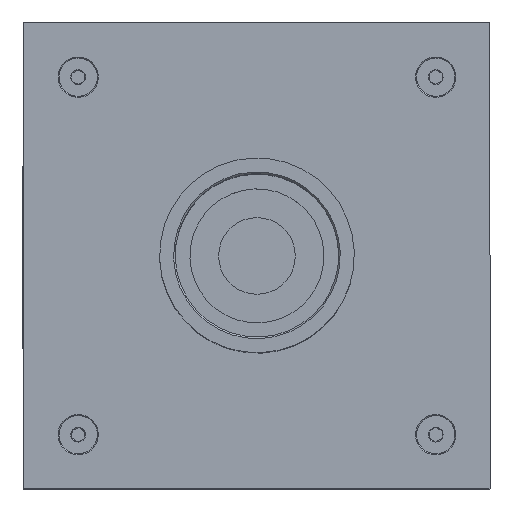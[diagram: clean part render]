
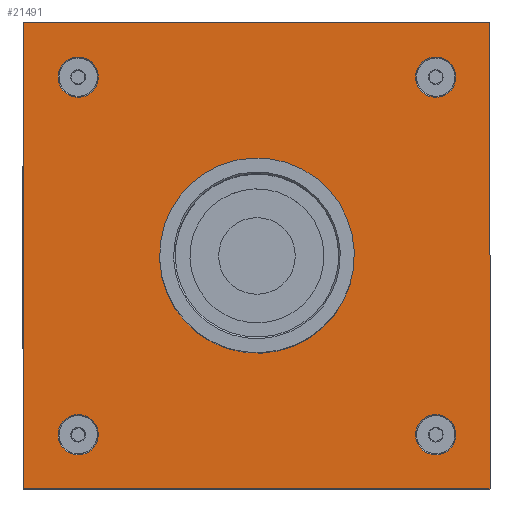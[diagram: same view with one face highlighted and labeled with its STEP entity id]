
A CAD part, top view. The second image highlights one B-rep face of the part: STEP entity #21491.
In plain terms, the highlighted planar face has unit normal (0, 0, 1).
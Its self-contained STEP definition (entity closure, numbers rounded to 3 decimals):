
#282 = DIRECTION ( 'NONE',  ( 1., 0., 0. ) ) ;
#773 = CARTESIAN_POINT ( 'NONE',  ( -36.168, -15.111, 4. ) ) ;
#839 = DIRECTION ( 'NONE',  ( 1., 0., 0. ) ) ;
#908 = AXIS2_PLACEMENT_3D ( 'NONE', #28444, #11131, #31368 ) ;
#1751 = ORIENTED_EDGE ( 'NONE', *, *, #2694, .T. ) ;
#1835 = EDGE_CURVE ( 'NONE', #13483, #14344, #3360, .T. ) ;
#1855 = EDGE_LOOP ( 'NONE', ( #17598, #37018 ) ) ;
#2417 = ORIENTED_EDGE ( 'NONE', *, *, #35626, .T. ) ;
#2543 = VERTEX_POINT ( 'NONE', #17653 ) ;
#2694 = EDGE_CURVE ( 'NONE', #30969, #2543, #9668, .T. ) ;
#3165 = DIRECTION ( 'NONE',  ( 0., 0., -1. ) ) ;
#3360 = LINE ( 'NONE', #19077, #9252 ) ;
#3687 = DIRECTION ( 'NONE',  ( 0., 0., 1. ) ) ;
#4361 = CIRCLE ( 'NONE', #7315, 3.15 ) ;
#4455 = CIRCLE ( 'NONE', #15574, 3.15 ) ;
#4589 = EDGE_LOOP ( 'NONE', ( #1751, #14670 ) ) ;
#4642 = CARTESIAN_POINT ( 'NONE',  ( -41.518, -23.611, 4. ) ) ;
#4643 = DIRECTION ( 'NONE',  ( 0., -1., 0. ) ) ;
#4943 = CIRCLE ( 'NONE', #8817, 3.15 ) ;
#5395 = LINE ( 'NONE', #28471, #20807 ) ;
#6248 = DIRECTION ( 'NONE',  ( 0., 1., 0. ) ) ;
#6333 = CARTESIAN_POINT ( 'NONE',  ( 19.832, -15.111, 4. ) ) ;
#6911 = DIRECTION ( 'NONE',  ( 0., 0., 1. ) ) ;
#6960 = FACE_BOUND ( 'NONE', #7578, .T. ) ;
#7315 = AXIS2_PLACEMENT_3D ( 'NONE', #35058, #17675, #282 ) ;
#7578 = EDGE_LOOP ( 'NONE', ( #9563, #14293 ) ) ;
#7834 = FACE_BOUND ( 'NONE', #17033, .T. ) ;
#7968 = VECTOR ( 'NONE', #27796, 1000. ) ;
#8314 = CARTESIAN_POINT ( 'NONE',  ( 22.982, -15.111, 4. ) ) ;
#8817 = AXIS2_PLACEMENT_3D ( 'NONE', #21025, #3687, #23934 ) ;
#9188 = EDGE_CURVE ( 'NONE', #14344, #36708, #23391, .T. ) ;
#9252 = VECTOR ( 'NONE', #4643, 1000. ) ;
#9371 = VERTEX_POINT ( 'NONE', #31735 ) ;
#9429 = VECTOR ( 'NONE', #6248, 1000. ) ;
#9563 = ORIENTED_EDGE ( 'NONE', *, *, #15667, .F. ) ;
#9668 = CIRCLE ( 'NONE', #12144, 13.05 ) ;
#9705 = CARTESIAN_POINT ( 'NONE',  ( -41.518, -23.611, 4. ) ) ;
#9922 = DIRECTION ( 'NONE',  ( 0., 0., -1. ) ) ;
#10146 = ORIENTED_EDGE ( 'NONE', *, *, #1835, .T. ) ;
#10435 = AXIS2_PLACEMENT_3D ( 'NONE', #28697, #11394, #31629 ) ;
#10796 = VERTEX_POINT ( 'NONE', #14787 ) ;
#10912 = ORIENTED_EDGE ( 'NONE', *, *, #36310, .F. ) ;
#11121 = ORIENTED_EDGE ( 'NONE', *, *, #23426, .F. ) ;
#11131 = DIRECTION ( 'NONE',  ( 0., 0., 1. ) ) ;
#11160 = DIRECTION ( 'NONE',  ( -1., 0., 0. ) ) ;
#11259 = DIRECTION ( 'NONE',  ( 1., 0., 0. ) ) ;
#11394 = DIRECTION ( 'NONE',  ( 0., 0., 1. ) ) ;
#11447 = EDGE_CURVE ( 'NONE', #25717, #25661, #4361, .T. ) ;
#12144 = AXIS2_PLACEMENT_3D ( 'NONE', #27250, #9922, #30150 ) ;
#12148 = ORIENTED_EDGE ( 'NONE', *, *, #24680, .F. ) ;
#12228 = VERTEX_POINT ( 'NONE', #36159 ) ;
#12916 = CARTESIAN_POINT ( 'NONE',  ( 31.482, -23.611, 4. ) ) ;
#13056 = EDGE_LOOP ( 'NONE', ( #10912, #31638 ) ) ;
#13483 = VERTEX_POINT ( 'NONE', #31274 ) ;
#14293 = ORIENTED_EDGE ( 'NONE', *, *, #21449, .F. ) ;
#14344 = VERTEX_POINT ( 'NONE', #9705 ) ;
#14652 = FACE_BOUND ( 'NONE', #4589, .T. ) ;
#14670 = ORIENTED_EDGE ( 'NONE', *, *, #28146, .T. ) ;
#14787 = CARTESIAN_POINT ( 'NONE',  ( 19.832, 40.889, 4. ) ) ;
#14984 = CARTESIAN_POINT ( 'NONE',  ( -29.868, -15.111, 4. ) ) ;
#15503 = DIRECTION ( 'NONE',  ( 0., 0., 1. ) ) ;
#15556 = CIRCLE ( 'NONE', #908, 3.15 ) ;
#15574 = AXIS2_PLACEMENT_3D ( 'NONE', #32851, #15503, #35813 ) ;
#15667 = EDGE_CURVE ( 'NONE', #22143, #23167, #4943, .T. ) ;
#16133 = EDGE_LOOP ( 'NONE', ( #10146, #32146, #25205, #2417 ) ) ;
#16604 = EDGE_CURVE ( 'NONE', #36708, #9371, #32540, .T. ) ;
#16608 = DIRECTION ( 'NONE',  ( 0., 0., 1. ) ) ;
#17033 = EDGE_LOOP ( 'NONE', ( #11121, #12148 ) ) ;
#17598 = ORIENTED_EDGE ( 'NONE', *, *, #32718, .F. ) ;
#17653 = CARTESIAN_POINT ( 'NONE',  ( -18.068, 12.889, 4. ) ) ;
#17675 = DIRECTION ( 'NONE',  ( 0., 0., 1. ) ) ;
#18185 = DIRECTION ( 'NONE',  ( 0., 0., 1. ) ) ;
#18651 = CIRCLE ( 'NONE', #34338, 3.15 ) ;
#19077 = CARTESIAN_POINT ( 'NONE',  ( -41.518, 49.389, 4. ) ) ;
#19467 = AXIS2_PLACEMENT_3D ( 'NONE', #20507, #3165, #23413 ) ;
#19989 = PLANE ( 'NONE',  #10435 ) ;
#20507 = CARTESIAN_POINT ( 'NONE',  ( -5.018, 12.889, 4. ) ) ;
#20807 = VECTOR ( 'NONE', #11160, 1000. ) ;
#21025 = CARTESIAN_POINT ( 'NONE',  ( 22.982, -15.111, 4. ) ) ;
#21449 = EDGE_CURVE ( 'NONE', #23167, #22143, #31879, .T. ) ;
#21491 = ADVANCED_FACE ( 'NONE', ( #14652, #7834, #30057, #22338, #6960, #36926 ), #19989, .T. ) ;
#22143 = VERTEX_POINT ( 'NONE', #29024 ) ;
#22338 = FACE_BOUND ( 'NONE', #13056, .T. ) ;
#22971 = CIRCLE ( 'NONE', #19467, 13.05 ) ;
#23167 = VERTEX_POINT ( 'NONE', #6333 ) ;
#23391 = LINE ( 'NONE', #4642, #7968 ) ;
#23413 = DIRECTION ( 'NONE',  ( 1., 0., 0. ) ) ;
#23426 = EDGE_CURVE ( 'NONE', #30111, #12228, #26407, .T. ) ;
#23791 = CARTESIAN_POINT ( 'NONE',  ( 8.032, 12.889, 4. ) ) ;
#23934 = DIRECTION ( 'NONE',  ( 1., 0., 0. ) ) ;
#24251 = CARTESIAN_POINT ( 'NONE',  ( -33.018, 40.889, 4. ) ) ;
#24680 = EDGE_CURVE ( 'NONE', #12228, #30111, #18651, .T. ) ;
#24866 = CARTESIAN_POINT ( 'NONE',  ( -29.868, 40.889, 4. ) ) ;
#25205 = ORIENTED_EDGE ( 'NONE', *, *, #16604, .T. ) ;
#25661 = VERTEX_POINT ( 'NONE', #14984 ) ;
#25717 = VERTEX_POINT ( 'NONE', #773 ) ;
#26407 = CIRCLE ( 'NONE', #27474, 3.15 ) ;
#26673 = AXIS2_PLACEMENT_3D ( 'NONE', #8314, #28566, #11259 ) ;
#27173 = DIRECTION ( 'NONE',  ( 1., 0., 0. ) ) ;
#27250 = CARTESIAN_POINT ( 'NONE',  ( -5.018, 12.889, 4. ) ) ;
#27474 = AXIS2_PLACEMENT_3D ( 'NONE', #33999, #16608, #36961 ) ;
#27796 = DIRECTION ( 'NONE',  ( 1., 0., 0. ) ) ;
#28146 = EDGE_CURVE ( 'NONE', #2543, #30969, #22971, .T. ) ;
#28444 = CARTESIAN_POINT ( 'NONE',  ( 22.982, 40.889, 4. ) ) ;
#28471 = CARTESIAN_POINT ( 'NONE',  ( -41.518, 49.389, 4. ) ) ;
#28566 = DIRECTION ( 'NONE',  ( 0., 0., 1. ) ) ;
#28697 = CARTESIAN_POINT ( 'NONE',  ( -41.518, -23.611, 4. ) ) ;
#28853 = CIRCLE ( 'NONE', #34795, 3.15 ) ;
#29024 = CARTESIAN_POINT ( 'NONE',  ( 26.132, -15.111, 4. ) ) ;
#30057 = FACE_BOUND ( 'NONE', #1855, .T. ) ;
#30111 = VERTEX_POINT ( 'NONE', #24866 ) ;
#30150 = DIRECTION ( 'NONE',  ( 1., 0., 0. ) ) ;
#30969 = VERTEX_POINT ( 'NONE', #23791 ) ;
#31274 = CARTESIAN_POINT ( 'NONE',  ( -41.518, 49.389, 4. ) ) ;
#31368 = DIRECTION ( 'NONE',  ( 1., 0., 0. ) ) ;
#31629 = DIRECTION ( 'NONE',  ( 1., 0., 0. ) ) ;
#31638 = ORIENTED_EDGE ( 'NONE', *, *, #11447, .F. ) ;
#31735 = CARTESIAN_POINT ( 'NONE',  ( 31.482, 49.389, 4. ) ) ;
#31879 = CIRCLE ( 'NONE', #26673, 3.15 ) ;
#32146 = ORIENTED_EDGE ( 'NONE', *, *, #9188, .T. ) ;
#32540 = LINE ( 'NONE', #35303, #9429 ) ;
#32718 = EDGE_CURVE ( 'NONE', #34933, #10796, #15556, .T. ) ;
#32851 = CARTESIAN_POINT ( 'NONE',  ( -33.018, -15.111, 4. ) ) ;
#33140 = CARTESIAN_POINT ( 'NONE',  ( 26.132, 40.889, 4. ) ) ;
#33999 = CARTESIAN_POINT ( 'NONE',  ( -33.018, 40.889, 4. ) ) ;
#34338 = AXIS2_PLACEMENT_3D ( 'NONE', #24251, #6911, #27173 ) ;
#34795 = AXIS2_PLACEMENT_3D ( 'NONE', #35602, #18185, #839 ) ;
#34933 = VERTEX_POINT ( 'NONE', #33140 ) ;
#35058 = CARTESIAN_POINT ( 'NONE',  ( -33.018, -15.111, 4. ) ) ;
#35303 = CARTESIAN_POINT ( 'NONE',  ( 31.482, 49.389, 4. ) ) ;
#35602 = CARTESIAN_POINT ( 'NONE',  ( 22.982, 40.889, 4. ) ) ;
#35626 = EDGE_CURVE ( 'NONE', #9371, #13483, #5395, .T. ) ;
#35813 = DIRECTION ( 'NONE',  ( 1., 0., 0. ) ) ;
#36159 = CARTESIAN_POINT ( 'NONE',  ( -36.168, 40.889, 4. ) ) ;
#36310 = EDGE_CURVE ( 'NONE', #25661, #25717, #4455, .T. ) ;
#36708 = VERTEX_POINT ( 'NONE', #12916 ) ;
#36926 = FACE_OUTER_BOUND ( 'NONE', #16133, .T. ) ;
#36961 = DIRECTION ( 'NONE',  ( 1., 0., 0. ) ) ;
#37018 = ORIENTED_EDGE ( 'NONE', *, *, #37174, .F. ) ;
#37174 = EDGE_CURVE ( 'NONE', #10796, #34933, #28853, .T. ) ;
